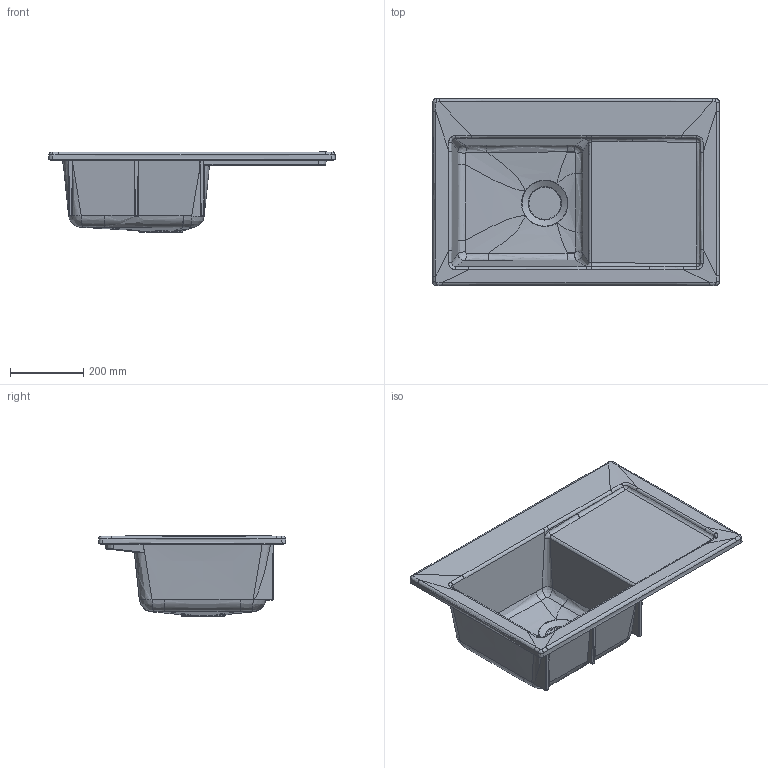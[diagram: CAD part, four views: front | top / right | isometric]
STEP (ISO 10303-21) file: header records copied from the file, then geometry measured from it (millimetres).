
FILE_DESCRIPTION(/* description */ (''),/* implementation_level */ '2;1');
FILE_NAME(/* name */ 'Spuele_6772_Subway_45.stp',/* time_stamp */ '2019-04-17T10:50:51+02:00',/* author */ (''),/* organization */ (''),/* preprocessor_version */ 'ST-DEVELOPER v16',/* originating_system */ 'SIEMENS PLM Software NX 10.0',/* authorisation */ '');
FILE_SCHEMA (('AUTOMOTIVE_DESIGN { 1 0 10303 214 3 1 1 1 }'));
Length unit declared in the file: millimetre
Products named in the file (1): Klei23F0A6F13k5o
Bounding box: 781.05 x 510.99 x 219.86 mm (x, y, z)
Surface area: 1362577.1 mm2 (no closed solid volume)
Topology: 0 solids, 2 shells, 287 faces, 766 edges, 446 vertices
Faces by surface type: bspline 287
Entity records: 21750 total; most frequent: CARTESIAN_POINT 17517, ORIENTED_EDGE 1404, EDGE_CURVE 743, B_SPLINE_CURVE_WITH_KNOTS 551, VERTEX_POINT 444, EDGE_LOOP 292, ADVANCED_FACE 287, FACE_OUTER_BOUND 282
